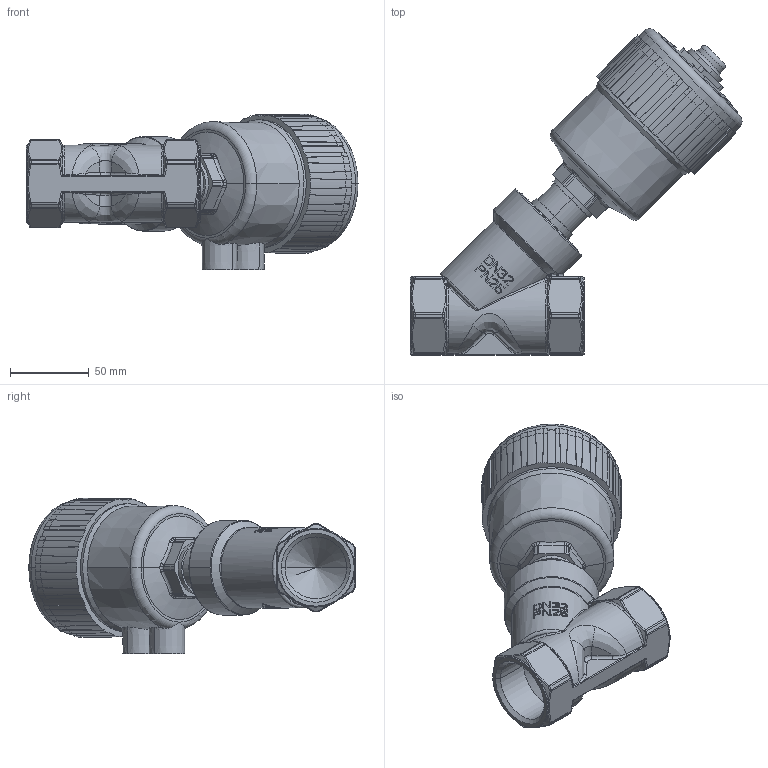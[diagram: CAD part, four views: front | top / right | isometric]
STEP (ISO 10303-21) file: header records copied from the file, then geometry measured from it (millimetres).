
FILE_DESCRIPTION((''),'2;1');
FILE_NAME('21IA7T32GC2_H_INGOMBRO_ASM','2011-12-22T',('romeri'),('O.D.E.'),'PRO/ENGINEER BY PARAMETRIC TECHNOLOGY CORPORATION, 2005450','PRO/ENGINEER BY PARAMETRIC TECHNOLOGY CORPORATION, 2005450','');
FILE_SCHEMA(('CONFIG_CONTROL_DESIGN'));
Length unit declared in the file: millimetre
Products named in the file (8): 450IA7_INGOMBRO; 500036_INGOMBRO; 500026_INGOMBRO; 500025_INGOMBRO; 500027_INGOMBRO_ASM; 500028_INGOMBRO; 500029_INGOMBRO; 21IA7T32GC2_H_INGOMBRO_ASM
Assembly tree (8 placements, depth 3):
  21IA7T32GC2_H_INGOMBRO_ASM
    450IA7_INGOMBRO
    500036_INGOMBRO
    500027_INGOMBRO_ASM
      500026_INGOMBRO
      500025_INGOMBRO  x2
    500028_INGOMBRO
    500029_INGOMBRO
Bounding box: 210.7 x 207.2 x 98.59 mm (x, y, z)
Volume: 1048903.7 mm3; surface area: 134832 mm2
Topology: 7 solids, 9 shells, 1282 faces, 3145 edges, 1925 vertices
Faces by surface type: plane 523, cone 250, bspline 208, cylinder 196, torus 95, sphere 10
Entity records: 54734 total; most frequent: CARTESIAN_POINT 17911, ORIENTED_EDGE 6238, DIRECTION 5056, EDGE_CURVE 3119, AXIS2_PLACEMENT_3D 2034, VERTEX_POINT 1911, EDGE_LOOP 1324, PRESENTATION_STYLE_ASSIGNMENT 1320
